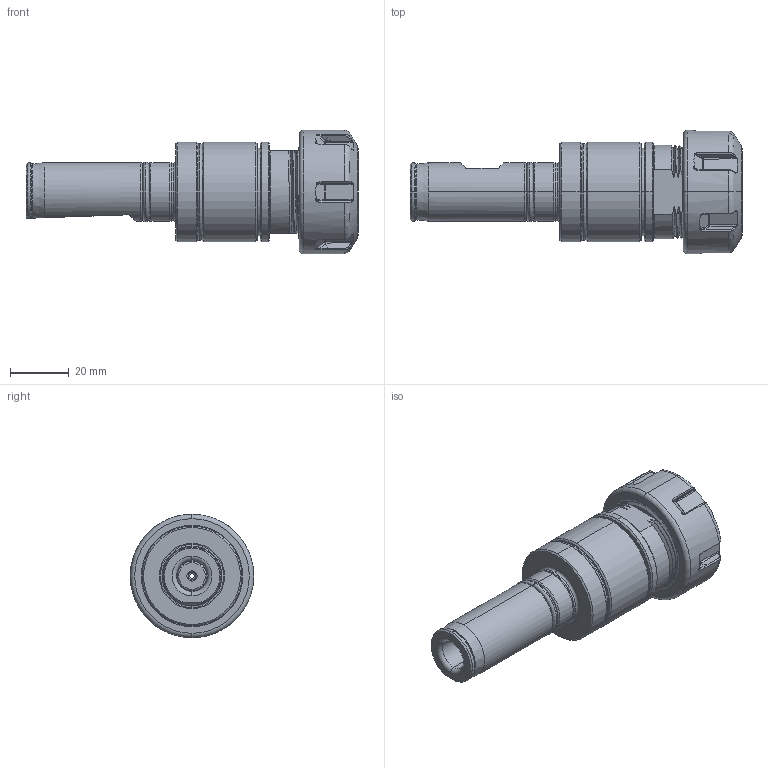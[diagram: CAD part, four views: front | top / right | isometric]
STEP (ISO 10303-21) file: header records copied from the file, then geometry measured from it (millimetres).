
FILE_DESCRIPTION (( 'STEP AP203' ), '1' );
FILE_NAME ('WS20-ER25B-63.STEP', '2016-09-26T01:43:49', ( '' ), ( '' ), 'SwSTEP 2.0', 'SolidWorks 2012', '' );
FILE_SCHEMA (( 'CONFIG_CONTROL_DESIGN' ));
Products named in the file (13): 綯伴(ER2520ノ); 直柄浮動型ER25(φ20)刀桿尾部; ER25(M32XP1.5)螺帽; WS20-ER25B-63; M5XP0.8螺絲; O吏---8.5x10.5x1(M5XP0.8脸捣ノ); 盤型彈簧墊圈(φ5.2); 盤型彈簧組合件; O吏---28x30x1(繷Ю场ノ); ﹚PIN(ER2520ノ); O吏---16x20x2(繷场ノ); O吏---27x30x1.5(綯伴ノ)---舱ンノ; 直柄浮動型ER25(φ20)刀桿頭部
Assembly tree (20 placements, depth 3):
  WS20-ER25B-63
    直柄浮動型ER25(φ20)刀桿頭部
    ﹚PIN(ER2520ノ)  x4
    O吏---28x30x1(繷Ю场ノ)  x2
    O吏---27x30x1.5(綯伴ノ)---舱ンノ
    O吏---16x20x2(繷场ノ)
    M5XP0.8螺絲
    O吏---8.5x10.5x1(M5XP0.8脸捣ノ)
    盤型彈簧組合件  x2
      盤型彈簧墊圈(φ5.2)
    綯伴(ER2520ノ)
    直柄浮動型ER25(φ20)刀桿尾部
    ER25(M32XP1.5)螺帽
Bounding box: 112.96 x 42 x 42 mm (x, y, z)
Volume: 54495.2 mm3; surface area: 35325.3 mm2
Topology: 22 solids, 22 shells, 693 faces, 1698 edges, 1030 vertices
Faces by surface type: cylinder 221, cone 166, plane 110, torus 90, bspline 90, sphere 16
Entity records: 39479 total; most frequent: CARTESIAN_POINT 24600, ORIENTED_EDGE 3032, DIRECTION 2504, EDGE_CURVE 1516, AXIS2_PLACEMENT_3D 1031, VERTEX_POINT 946, EDGE_LOOP 646, FACE_OUTER_BOUND 609
